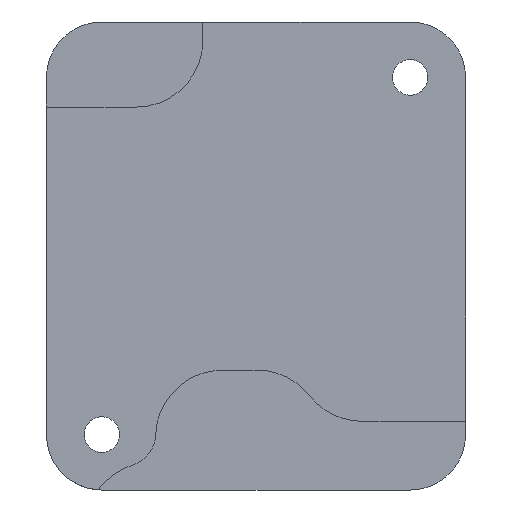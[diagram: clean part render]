
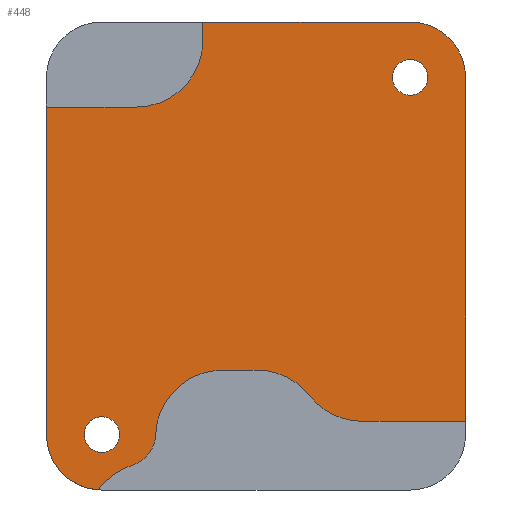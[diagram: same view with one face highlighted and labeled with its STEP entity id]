
A CAD part, front view. The second image highlights one B-rep face of the part: STEP entity #448.
In plain terms, the highlighted planar face has unit normal (0, -1, 0).
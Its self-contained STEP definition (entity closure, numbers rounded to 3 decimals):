
#15=FACE_BOUND('',#85,.T.);
#16=FACE_BOUND('',#86,.T.);
#19=CIRCLE('',#484,3.);
#22=CIRCLE('',#490,2.5);
#23=CIRCLE('',#491,3.);
#24=CIRCLE('',#492,1.5);
#25=CIRCLE('',#493,3.);
#26=CIRCLE('',#494,3.);
#27=CIRCLE('',#495,3.);
#28=CIRCLE('',#496,2.5);
#29=CIRCLE('',#497,0.8);
#30=CIRCLE('',#498,0.8);
#60=FACE_OUTER_BOUND('',#84,.T.);
#84=EDGE_LOOP('',(#318,#319,#320,#321,#322,#323,#324,#325,#326,#327,#328,
#329,#330,#331,#332));
#85=EDGE_LOOP('',(#333));
#86=EDGE_LOOP('',(#334));
#108=LINE('',#676,#149);
#113=LINE('',#690,#154);
#118=LINE('',#702,#159);
#119=LINE('',#712,#160);
#120=LINE('',#718,#161);
#121=LINE('',#720,#162);
#122=LINE('',#723,#163);
#149=VECTOR('',#535,10.);
#154=VECTOR('',#548,10.);
#159=VECTOR('',#559,10.);
#160=VECTOR('',#568,10.);
#161=VECTOR('',#573,10.);
#162=VECTOR('',#574,10.);
#163=VECTOR('',#577,10.);
#190=VERTEX_POINT('',#674);
#191=VERTEX_POINT('',#675);
#194=VERTEX_POINT('',#683);
#196=VERTEX_POINT('',#689);
#200=VERTEX_POINT('',#701);
#201=VERTEX_POINT('',#703);
#202=VERTEX_POINT('',#705);
#203=VERTEX_POINT('',#707);
#204=VERTEX_POINT('',#709);
#205=VERTEX_POINT('',#711);
#206=VERTEX_POINT('',#713);
#207=VERTEX_POINT('',#715);
#208=VERTEX_POINT('',#717);
#209=VERTEX_POINT('',#719);
#210=VERTEX_POINT('',#721);
#211=VERTEX_POINT('',#724);
#212=VERTEX_POINT('',#726);
#234=EDGE_CURVE('',#190,#191,#108,.T.);
#238=EDGE_CURVE('',#194,#190,#19,.T.);
#241=EDGE_CURVE('',#196,#194,#113,.T.);
#247=EDGE_CURVE('',#200,#191,#118,.T.);
#248=EDGE_CURVE('',#201,#200,#22,.T.);
#249=EDGE_CURVE('',#201,#202,#23,.T.);
#250=EDGE_CURVE('',#202,#203,#24,.T.);
#251=EDGE_CURVE('',#203,#204,#25,.T.);
#252=EDGE_CURVE('',#204,#205,#119,.T.);
#253=EDGE_CURVE('',#205,#206,#26,.T.);
#254=EDGE_CURVE('',#206,#207,#27,.T.);
#255=EDGE_CURVE('',#207,#208,#120,.T.);
#256=EDGE_CURVE('',#209,#208,#121,.T.);
#257=EDGE_CURVE('',#210,#209,#28,.T.);
#258=EDGE_CURVE('',#196,#210,#122,.T.);
#259=EDGE_CURVE('',#211,#211,#29,.T.);
#260=EDGE_CURVE('',#212,#212,#30,.T.);
#318=ORIENTED_EDGE('',*,*,#241,.T.);
#319=ORIENTED_EDGE('',*,*,#238,.T.);
#320=ORIENTED_EDGE('',*,*,#234,.T.);
#321=ORIENTED_EDGE('',*,*,#247,.F.);
#322=ORIENTED_EDGE('',*,*,#248,.F.);
#323=ORIENTED_EDGE('',*,*,#249,.T.);
#324=ORIENTED_EDGE('',*,*,#250,.T.);
#325=ORIENTED_EDGE('',*,*,#251,.T.);
#326=ORIENTED_EDGE('',*,*,#252,.T.);
#327=ORIENTED_EDGE('',*,*,#253,.T.);
#328=ORIENTED_EDGE('',*,*,#254,.T.);
#329=ORIENTED_EDGE('',*,*,#255,.T.);
#330=ORIENTED_EDGE('',*,*,#256,.F.);
#331=ORIENTED_EDGE('',*,*,#257,.F.);
#332=ORIENTED_EDGE('',*,*,#258,.F.);
#333=ORIENTED_EDGE('',*,*,#259,.F.);
#334=ORIENTED_EDGE('',*,*,#260,.F.);
#435=PLANE('',#489);
#448=ADVANCED_FACE('',(#60,#15,#16),#435,.F.);
#484=AXIS2_PLACEMENT_3D('',#684,#541,#542);
#489=AXIS2_PLACEMENT_3D('',#700,#557,#558);
#490=AXIS2_PLACEMENT_3D('',#704,#560,#561);
#491=AXIS2_PLACEMENT_3D('',#706,#562,#563);
#492=AXIS2_PLACEMENT_3D('',#708,#564,#565);
#493=AXIS2_PLACEMENT_3D('',#710,#566,#567);
#494=AXIS2_PLACEMENT_3D('',#714,#569,#570);
#495=AXIS2_PLACEMENT_3D('',#716,#571,#572);
#496=AXIS2_PLACEMENT_3D('',#722,#575,#576);
#497=AXIS2_PLACEMENT_3D('',#725,#578,#579);
#498=AXIS2_PLACEMENT_3D('',#727,#580,#581);
#535=DIRECTION('',(-1.,0.,0.));
#541=DIRECTION('center_axis',(0.,1.,0.));
#542=DIRECTION('ref_axis',(1.,0.,0.));
#548=DIRECTION('',(0.,0.,-1.));
#557=DIRECTION('center_axis',(0.,1.,0.));
#558=DIRECTION('ref_axis',(1.,0.,0.));
#559=DIRECTION('',(0.,0.,1.));
#560=DIRECTION('center_axis',(0.,1.,0.));
#561=DIRECTION('ref_axis',(0.,0.,-1.));
#562=DIRECTION('center_axis',(0.,1.,0.));
#563=DIRECTION('ref_axis',(-0.812,0.,0.583));
#564=DIRECTION('center_axis',(0.,-1.,0.));
#565=DIRECTION('ref_axis',(0.999,0.,-0.033));
#566=DIRECTION('center_axis',(0.,1.,0.));
#567=DIRECTION('ref_axis',(-0.999,0.,0.033));
#568=DIRECTION('',(1.,0.,0.));
#569=DIRECTION('center_axis',(0.,1.,0.));
#570=DIRECTION('ref_axis',(0.,0.,1.));
#571=DIRECTION('center_axis',(0.,-1.,0.));
#572=DIRECTION('ref_axis',(0.,0.,-1.));
#573=DIRECTION('',(1.,0.,0.));
#574=DIRECTION('',(0.,0.,-1.));
#575=DIRECTION('center_axis',(0.,1.,0.));
#576=DIRECTION('ref_axis',(0.,0.,1.));
#577=DIRECTION('',(1.,0.,0.));
#578=DIRECTION('center_axis',(0.,-1.,0.));
#579=DIRECTION('ref_axis',(1.,0.,0.));
#580=DIRECTION('center_axis',(0.,-1.,0.));
#581=DIRECTION('ref_axis',(1.,0.,0.));
#674=CARTESIAN_POINT('',(-5.396,0.,6.716));
#675=CARTESIAN_POINT('',(-9.45,0.,6.716));
#676=CARTESIAN_POINT('',(-2.698,0.,6.716));
#683=CARTESIAN_POINT('',(-2.396,0.,9.716));
#684=CARTESIAN_POINT('Origin',(-5.396,0.,9.716));
#689=CARTESIAN_POINT('',(-2.396,0.,10.55));
#690=CARTESIAN_POINT('',(-2.396,0.,5.275));
#700=CARTESIAN_POINT('Origin',(0.,0.,0.));
#701=CARTESIAN_POINT('',(-9.45,0.,-8.05));
#702=CARTESIAN_POINT('',(-9.45,0.,-8.05));
#703=CARTESIAN_POINT('',(-7.113,0.,-10.545));
#704=CARTESIAN_POINT('Origin',(-6.95,0.,-8.05));
#705=CARTESIAN_POINT('',(-5.574,0.,-9.431));
#706=CARTESIAN_POINT('Origin',(-4.675,0.,-12.294));
#707=CARTESIAN_POINT('',(-4.523,0.,-8.05));
#708=CARTESIAN_POINT('Origin',(-6.023,0.,-8.));
#709=CARTESIAN_POINT('',(-1.525,0.,-5.15));
#710=CARTESIAN_POINT('Origin',(-1.525,0.,-8.15));
#711=CARTESIAN_POINT('',(0.05,0.,-5.15));
#712=CARTESIAN_POINT('',(-0.763,0.,-5.15));
#713=CARTESIAN_POINT('',(2.412,0.,-6.3));
#714=CARTESIAN_POINT('Origin',(0.05,0.,-8.15));
#715=CARTESIAN_POINT('',(4.773,0.,-7.45));
#716=CARTESIAN_POINT('Origin',(4.773,0.,-4.45));
#717=CARTESIAN_POINT('',(9.45,0.,-7.45));
#718=CARTESIAN_POINT('',(2.387,0.,-7.45));
#719=CARTESIAN_POINT('',(9.45,0.,8.05));
#720=CARTESIAN_POINT('',(9.45,0.,8.05));
#721=CARTESIAN_POINT('',(6.95,0.,10.55));
#722=CARTESIAN_POINT('Origin',(6.95,0.,8.05));
#723=CARTESIAN_POINT('',(-6.95,0.,10.55));
#724=CARTESIAN_POINT('',(6.15,0.,8.05));
#725=CARTESIAN_POINT('Origin',(6.95,0.,8.05));
#726=CARTESIAN_POINT('',(-7.75,0.,-8.05));
#727=CARTESIAN_POINT('Origin',(-6.95,0.,-8.05));
